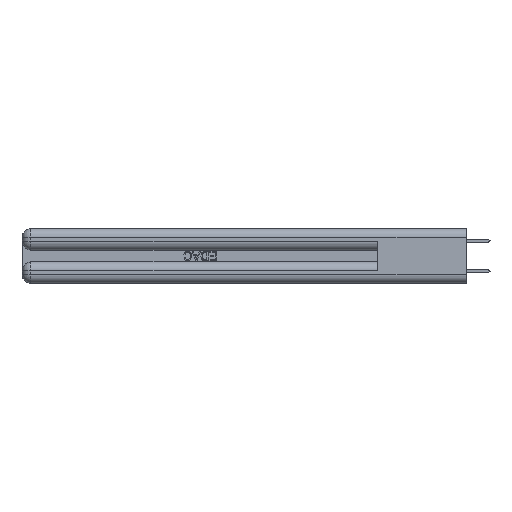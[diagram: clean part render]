
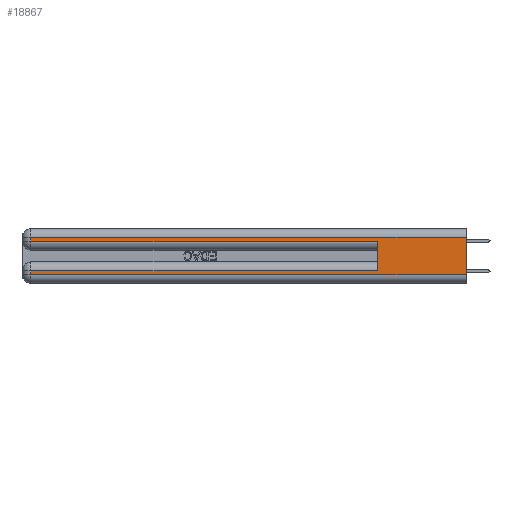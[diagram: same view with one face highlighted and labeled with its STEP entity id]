
A CAD part, left-side view. The second image highlights one B-rep face of the part: STEP entity #18867.
In plain terms, the highlighted planar face has unit normal (-1, 0, 0).
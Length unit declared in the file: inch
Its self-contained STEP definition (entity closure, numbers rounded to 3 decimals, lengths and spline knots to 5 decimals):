
#8 = LINE ( 'NONE', #5524, #7497 ) ;
#775 = CARTESIAN_POINT ( 'NONE',  ( 0., 0.6, 0.085 ) ) ;
#1862 = LINE ( 'NONE', #18554, #11746 ) ;
#2391 = VERTEX_POINT ( 'NONE', #21147 ) ;
#2463 = FACE_OUTER_BOUND ( 'NONE', #34311, .T. ) ;
#2674 = CARTESIAN_POINT ( 'NONE',  ( 0., 0., 0.06 ) ) ;
#2900 = LINE ( 'NONE', #2674, #13934 ) ;
#4400 = CARTESIAN_POINT ( 'NONE',  ( 0., 0.6, 0.145 ) ) ;
#5524 = CARTESIAN_POINT ( 'NONE',  ( 0., 0., 0.085 ) ) ;
#5526 = ORIENTED_EDGE ( 'NONE', *, *, #31461, .T. ) ;
#7497 = VECTOR ( 'NONE', #47585, 39.37008 ) ;
#7595 = DIRECTION ( 'NONE',  ( 0., 0., -1. ) ) ;
#8096 = EDGE_CURVE ( 'NONE', #22234, #47002, #2900, .T. ) ;
#9829 = VERTEX_POINT ( 'NONE', #31582 ) ;
#10083 = ORIENTED_EDGE ( 'NONE', *, *, #20376, .T. ) ;
#11220 = DIRECTION ( 'NONE',  ( 0., 0., 1. ) ) ;
#11662 = CARTESIAN_POINT ( 'NONE',  ( 0., 2.94, 0.285 ) ) ;
#11746 = VECTOR ( 'NONE', #7595, 39.37008 ) ;
#11753 = VECTOR ( 'NONE', #32246, 39.37008 ) ;
#12436 = CARTESIAN_POINT ( 'NONE',  ( 0., 0., 0.31 ) ) ;
#13934 = VECTOR ( 'NONE', #22655, 39.37008 ) ;
#13976 = LINE ( 'NONE', #30522, #22611 ) ;
#16201 = CARTESIAN_POINT ( 'NONE',  ( 0., 0., 0.06 ) ) ;
#16304 = CARTESIAN_POINT ( 'NONE',  ( 0., 2.94, 0.06 ) ) ;
#16667 = DIRECTION ( 'NONE',  ( 0., 0., -1. ) ) ;
#18554 = CARTESIAN_POINT ( 'NONE',  ( 0., 0., 0.37 ) ) ;
#18867 = ADVANCED_FACE ( 'NONE', ( #2463 ), #27196, .F. ) ;
#20376 = EDGE_CURVE ( 'NONE', #2391, #26626, #13976, .T. ) ;
#20567 = DIRECTION ( 'NONE',  ( 1., 0., 0. ) ) ;
#20690 = LINE ( 'NONE', #21267, #39242 ) ;
#21147 = CARTESIAN_POINT ( 'NONE',  ( 0., 2.94, 0.31 ) ) ;
#21267 = CARTESIAN_POINT ( 'NONE',  ( 0., 0., 0.285 ) ) ;
#22234 = VERTEX_POINT ( 'NONE', #16304 ) ;
#22535 = EDGE_CURVE ( 'NONE', #24102, #2391, #22739, .T. ) ;
#22611 = VECTOR ( 'NONE', #38461, 39.37008 ) ;
#22655 = DIRECTION ( 'NONE',  ( 0., -1., 0. ) ) ;
#22739 = LINE ( 'NONE', #28555, #11753 ) ;
#23426 = ORIENTED_EDGE ( 'NONE', *, *, #36528, .F. ) ;
#24051 = CARTESIAN_POINT ( 'NONE',  ( 0., 2.94, 0.37 ) ) ;
#24102 = VERTEX_POINT ( 'NONE', #12436 ) ;
#24443 = EDGE_CURVE ( 'NONE', #38088, #40047, #8, .T. ) ;
#24448 = CARTESIAN_POINT ( 'NONE',  ( 0., 0., 0.37 ) ) ;
#25293 = ORIENTED_EDGE ( 'NONE', *, *, #46776, .F. ) ;
#26626 = VERTEX_POINT ( 'NONE', #11662 ) ;
#27055 = VECTOR ( 'NONE', #11220, 39.37008 ) ;
#27196 = PLANE ( 'NONE',  #30879 ) ;
#27785 = CARTESIAN_POINT ( 'NONE',  ( 0., 2.94, 0.085 ) ) ;
#28272 = LINE ( 'NONE', #4400, #27055 ) ;
#28555 = CARTESIAN_POINT ( 'NONE',  ( 0., 0., 0.31 ) ) ;
#28863 = VECTOR ( 'NONE', #38644, 39.37008 ) ;
#30522 = CARTESIAN_POINT ( 'NONE',  ( 0., 2.94, 0.37 ) ) ;
#30879 = AXIS2_PLACEMENT_3D ( 'NONE', #24448, #20567, #16667 ) ;
#31461 = EDGE_CURVE ( 'NONE', #26626, #9829, #20690, .T. ) ;
#31582 = CARTESIAN_POINT ( 'NONE',  ( 0., 0.6, 0.285 ) ) ;
#32246 = DIRECTION ( 'NONE',  ( 0., 1., 0. ) ) ;
#32714 = DIRECTION ( 'NONE',  ( 0., -1., 0. ) ) ;
#32854 = LINE ( 'NONE', #24051, #28863 ) ;
#33627 = ORIENTED_EDGE ( 'NONE', *, *, #8096, .T. ) ;
#34311 = EDGE_LOOP ( 'NONE', ( #23426, #40339, #10083, #5526, #25293, #46671, #40760, #33627 ) ) ;
#36528 = EDGE_CURVE ( 'NONE', #24102, #47002, #1862, .T. ) ;
#38088 = VERTEX_POINT ( 'NONE', #775 ) ;
#38461 = DIRECTION ( 'NONE',  ( 0., 0., -1. ) ) ;
#38644 = DIRECTION ( 'NONE',  ( 0., 0., -1. ) ) ;
#39242 = VECTOR ( 'NONE', #32714, 39.37008 ) ;
#40047 = VERTEX_POINT ( 'NONE', #27785 ) ;
#40339 = ORIENTED_EDGE ( 'NONE', *, *, #22535, .T. ) ;
#40760 = ORIENTED_EDGE ( 'NONE', *, *, #46271, .T. ) ;
#46271 = EDGE_CURVE ( 'NONE', #40047, #22234, #32854, .T. ) ;
#46671 = ORIENTED_EDGE ( 'NONE', *, *, #24443, .T. ) ;
#46776 = EDGE_CURVE ( 'NONE', #38088, #9829, #28272, .T. ) ;
#47002 = VERTEX_POINT ( 'NONE', #16201 ) ;
#47585 = DIRECTION ( 'NONE',  ( 0., 1., 0. ) ) ;
